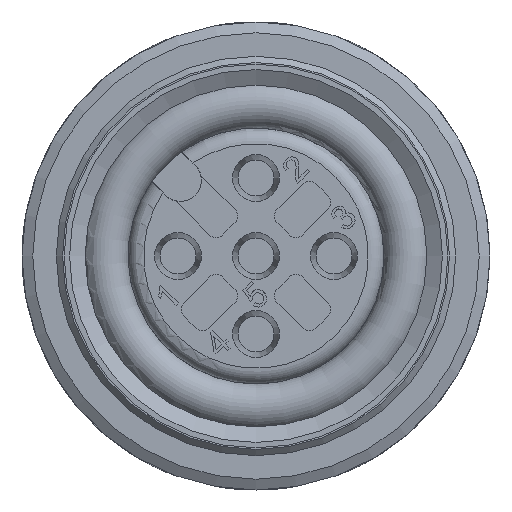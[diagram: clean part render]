
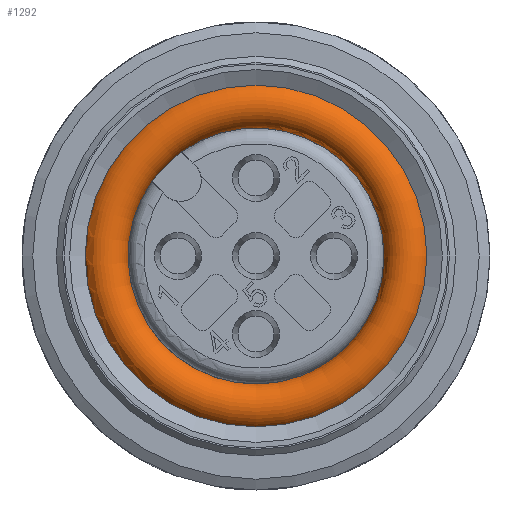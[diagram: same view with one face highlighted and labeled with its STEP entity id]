
A CAD part, left-side view. The second image highlights one B-rep face of the part: STEP entity #1292.
In plain terms, the highlighted toroidal (fillet/blend) face has major radius 4.845 mm and minor radius 0.75 mm.
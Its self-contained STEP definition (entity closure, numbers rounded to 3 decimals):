
#305=TOROIDAL_SURFACE('',#4707,4.845,0.75);
#457=B_SPLINE_CURVE_WITH_KNOTS('',3,(#6904,#6905,#6906,#6907,#6908,#6909),
 .UNSPECIFIED.,.F.,.F.,(4,2,4),(0.,0.444,1.),.UNSPECIFIED.);
#458=B_SPLINE_CURVE_WITH_KNOTS('',3,(#6919,#6920,#6921,#6922,#6923,#6924),
 .UNSPECIFIED.,.F.,.F.,(4,2,4),(0.,0.41,1.),.UNSPECIFIED.);
#1106=FACE_BOUND('',#1927,.T.);
#1107=FACE_BOUND('',#1928,.T.);
#1108=FACE_BOUND('',#1929,.T.);
#1292=ADVANCED_FACE('',(#1106,#1107,#1108),#305,.T.);
#1927=EDGE_LOOP('',(#2752,#2753,#2754,#2755));
#1928=EDGE_LOOP('',(#2756));
#1929=EDGE_LOOP('',(#2757));
#2752=ORIENTED_EDGE('',*,*,#4107,.F.);
#2753=ORIENTED_EDGE('',*,*,#4105,.T.);
#2754=ORIENTED_EDGE('',*,*,#4103,.F.);
#2755=ORIENTED_EDGE('',*,*,#4100,.T.);
#2756=ORIENTED_EDGE('',*,*,#4099,.F.);
#2757=ORIENTED_EDGE('',*,*,#4108,.T.);
#3584=VERTEX_POINT('',#6902);
#3585=VERTEX_POINT('',#6910);
#3586=VERTEX_POINT('',#6911);
#3587=VERTEX_POINT('',#6916);
#3588=VERTEX_POINT('',#6925);
#3589=VERTEX_POINT('',#6931);
#4099=EDGE_CURVE('',#3584,#3584,#4479,.T.);
#4100=EDGE_CURVE('',#3585,#3586,#457,.T.);
#4103=EDGE_CURVE('',#3585,#3587,#4480,.T.);
#4105=EDGE_CURVE('',#3588,#3587,#458,.T.);
#4107=EDGE_CURVE('',#3588,#3586,#4481,.T.);
#4108=EDGE_CURVE('',#3589,#3589,#4482,.T.);
#4479=CIRCLE('',#4698,4.723);
#4480=CIRCLE('',#4701,4.1);
#4481=CIRCLE('',#4704,4.1);
#4482=CIRCLE('',#4706,5.475);
#4698=AXIS2_PLACEMENT_3D('',#6901,#5389,#5390);
#4701=AXIS2_PLACEMENT_3D('',#6915,#5397,#5398);
#4704=AXIS2_PLACEMENT_3D('',#6928,#5405,#5406);
#4706=AXIS2_PLACEMENT_3D('',#6930,#5409,#5410);
#4707=AXIS2_PLACEMENT_3D('',#6932,#5411,#5412);
#5389=DIRECTION('',(-1.,0.,0.));
#5390=DIRECTION('',(0.,0.,-1.));
#5397=DIRECTION('',(-1.,0.,0.));
#5398=DIRECTION('',(0.,0.,-1.));
#5405=DIRECTION('',(1.,0.,0.));
#5406=DIRECTION('',(0.,0.,1.));
#5409=DIRECTION('',(-1.,0.,0.));
#5410=DIRECTION('',(0.,0.,-1.));
#5411=DIRECTION('',(1.,0.,0.));
#5412=DIRECTION('',(0.,0.,1.));
#6901=CARTESIAN_POINT('',(38.951,0.,0.));
#6902=CARTESIAN_POINT('',(38.951,0.,-4.723));
#6904=CARTESIAN_POINT('',(38.125,3.337,2.382));
#6905=CARTESIAN_POINT('',(38.15,3.335,2.38));
#6906=CARTESIAN_POINT('',(38.176,3.334,2.379));
#6907=CARTESIAN_POINT('',(38.233,3.333,2.378));
#6908=CARTESIAN_POINT('',(38.266,3.334,2.38));
#6909=CARTESIAN_POINT('',(38.297,3.337,2.382));
#6910=CARTESIAN_POINT('',(38.125,3.337,2.382));
#6911=CARTESIAN_POINT('',(38.297,3.337,2.382));
#6915=CARTESIAN_POINT('',(38.125,0.,0.));
#6916=CARTESIAN_POINT('',(38.125,2.382,3.337));
#6919=CARTESIAN_POINT('',(38.297,2.382,3.337));
#6920=CARTESIAN_POINT('',(38.274,2.38,3.335));
#6921=CARTESIAN_POINT('',(38.25,2.379,3.334));
#6922=CARTESIAN_POINT('',(38.192,2.378,3.333));
#6923=CARTESIAN_POINT('',(38.158,2.379,3.334));
#6924=CARTESIAN_POINT('',(38.125,2.382,3.337));
#6925=CARTESIAN_POINT('',(38.297,2.382,3.337));
#6928=CARTESIAN_POINT('',(38.297,0.,0.));
#6930=CARTESIAN_POINT('',(37.804,0.,0.));
#6931=CARTESIAN_POINT('',(37.804,0.,-5.475));
#6932=CARTESIAN_POINT('',(38.211,0.,0.));
